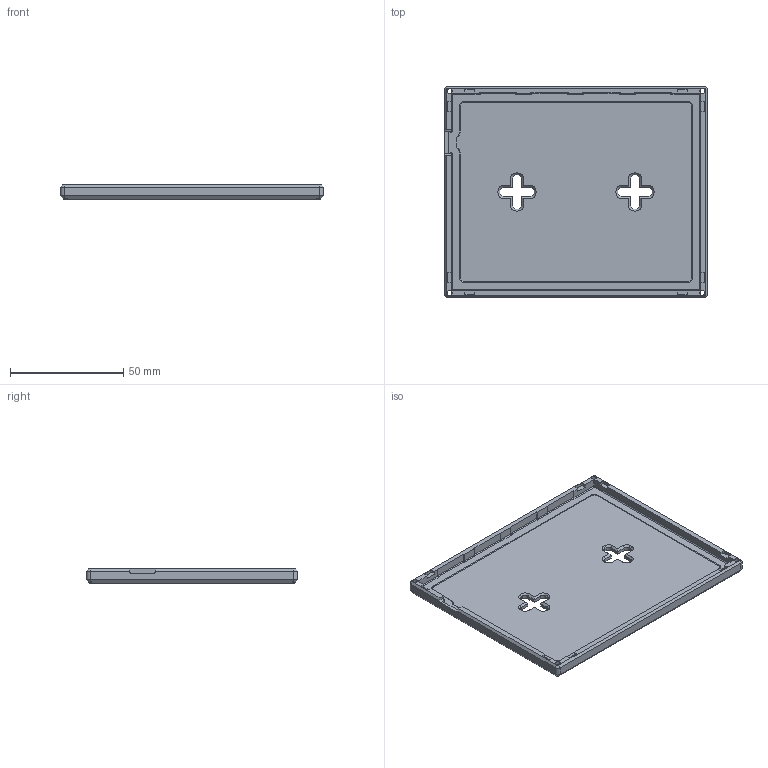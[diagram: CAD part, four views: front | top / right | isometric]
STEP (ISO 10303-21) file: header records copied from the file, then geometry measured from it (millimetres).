
FILE_DESCRIPTION(/* description */ ('STEP AP242','CAx-IF Rec.Pracs.---Representation and Presentation of Product Manufacturing Information (PMI)---4.0---2014-10-13','CAx-IF Rec.Pracs.---3D Tessellated Geometry---0.4---2014-09-14','2;1'),/* implementation_level */ '2;1');
FILE_NAME(/* name */ 'arty-s7-case - bottom',/* time_stamp */ '2024-11-04T14:23:49Z',/* author */ (''),/* organization */ (''),/* preprocessor_version */ 'ST-DEVELOPER v20',/* originating_system */ 'ONSHAPE BY PTC INC, 1.189',/* authorisation */ ' ');
FILE_SCHEMA (('AP242_MANAGED_MODEL_BASED_3D_ENGINEERING_MIM_LF { 1 0 10303 442 1 1 4 }'));
Length unit declared in the file: metre
Products named in the file (1): bottom
Bounding box: 115.82 x 92.96 x 6.3 mm (x, y, z)
Volume: 27884.2 mm3; surface area: 25019 mm2
Topology: 1 solids, 1 shells, 242 faces, 641 edges, 394 vertices
Faces by surface type: plane 124, cylinder 82, cone 24, torus 8, sphere 4
Entity records: 7433 total; most frequent: DIRECTION 1305, CARTESIAN_POINT 1302, ORIENTED_EDGE 1274, EDGE_CURVE 637, LINE 439, VECTOR 439, AXIS2_PLACEMENT_3D 433, VERTEX_POINT 394
